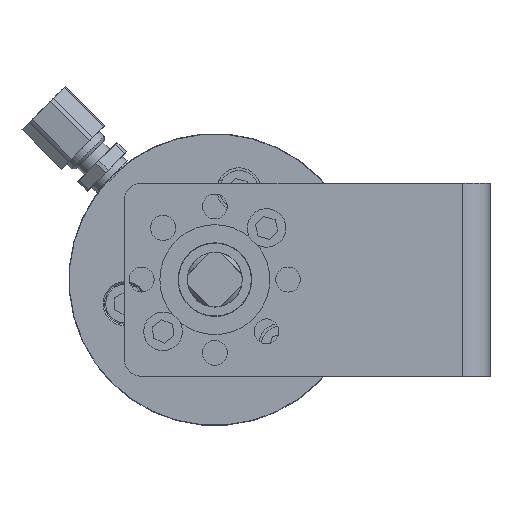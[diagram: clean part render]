
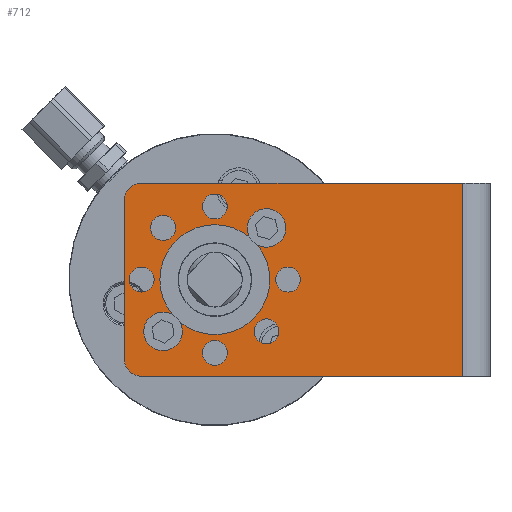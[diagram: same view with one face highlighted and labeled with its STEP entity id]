
A CAD part, left-side view. The second image highlights one B-rep face of the part: STEP entity #712.
In plain terms, the highlighted planar face has unit normal (-1, 0, 0).
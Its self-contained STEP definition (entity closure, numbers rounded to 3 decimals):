
#143=CARTESIAN_POINT('',(0.,58.292,-16.764));
#144=VERTEX_POINT('',#143);
#145=CARTESIAN_POINT('',(0.,60.452,-16.764));
#146=DIRECTION('',(1.0,0.0,0.0));
#147=DIRECTION('',(0.0,-1.0,0.0));
#148=AXIS2_PLACEMENT_3D('',#145,#146,#147);
#149=CIRCLE('',#148,2.16);
#150=EDGE_CURVE('',#144,#144,#149,.T.);
#171=CARTESIAN_POINT('',(0.,47.752,-6.224));
#172=VERTEX_POINT('',#171);
#173=CARTESIAN_POINT('',(0.,47.752,-4.064));
#174=DIRECTION('',(1.0,0.0,0.0));
#175=DIRECTION('',(0.0,0.0,-1.0));
#176=AXIS2_PLACEMENT_3D('',#173,#174,#175);
#177=CIRCLE('',#176,2.16);
#178=EDGE_CURVE('',#172,#172,#177,.T.);
#199=CARTESIAN_POINT('',(0.,40.299,-24.217));
#200=VERTEX_POINT('',#199);
#201=CARTESIAN_POINT('',(0.,38.772,-25.744));
#202=DIRECTION('',(1.0,0.,0.));
#203=DIRECTION('',(0.,0.707,0.707));
#204=AXIS2_PLACEMENT_3D('',#201,#202,#203);
#205=CIRCLE('',#204,2.16);
#206=EDGE_CURVE('',#200,#200,#205,.T.);
#227=CARTESIAN_POINT('',(0.,47.752,-7.227));
#228=VERTEX_POINT('',#227);
#229=CARTESIAN_POINT('',(0.,47.752,-16.764));
#230=DIRECTION('',(1.0,0.0,0.0));
#231=DIRECTION('',(0.0,0.0,1.0));
#232=AXIS2_PLACEMENT_3D('',#229,#230,#231);
#233=CIRCLE('',#232,9.538);
#234=EDGE_CURVE('',#228,#228,#233,.T.);
#255=CARTESIAN_POINT('',(0.,63.5,-3.05));
#256=VERTEX_POINT('',#255);
#257=CARTESIAN_POINT('',(0.,60.45,0.0));
#258=VERTEX_POINT('',#257);
#259=CARTESIAN_POINT('',(0.,60.45,-3.05));
#260=DIRECTION('',(1.0,0.0,0.0));
#261=DIRECTION('',(0.0,0.707,0.707));
#262=AXIS2_PLACEMENT_3D('',#259,#260,#261);
#263=CIRCLE('',#262,3.05);
#264=EDGE_CURVE('',#256,#258,#263,.T.);
#579=CARTESIAN_POINT('',(0.,4.78,-33.528));
#580=VERTEX_POINT('',#579);
#589=CARTESIAN_POINT('',(0.,4.78,0.0));
#590=VERTEX_POINT('',#589);
#598=CARTESIAN_POINT('',(0.,4.78,0.0));
#599=DIRECTION('',(0.0,0.0,-1.0));
#600=VECTOR('',#599,33.528);
#601=LINE('',#598,#600);
#602=EDGE_CURVE('',#590,#580,#601,.T.);
#607=CARTESIAN_POINT('',(0.,63.5,0.0));
#608=DIRECTION('',(-1.0,0.0,0.0));
#609=DIRECTION('',(0.0,0.0,1.0));
#610=AXIS2_PLACEMENT_3D('',#607,#608,#609);
#611=PLANE('',#610);
#612=ORIENTED_EDGE('',*,*,#602,.F.);
#613=CARTESIAN_POINT('',(0.,60.45,0.0));
#614=DIRECTION('',(0.0,-1.0,0.0));
#615=VECTOR('',#614,55.67);
#616=LINE('',#613,#615);
#617=EDGE_CURVE('',#258,#590,#616,.T.);
#618=ORIENTED_EDGE('',*,*,#617,.F.);
#619=ORIENTED_EDGE('',*,*,#264,.F.);
#620=CARTESIAN_POINT('',(0.,63.5,-30.478));
#621=VERTEX_POINT('',#620);
#622=CARTESIAN_POINT('',(0.,63.5,-3.05));
#623=DIRECTION('',(0.0,0.0,-1.0));
#624=VECTOR('',#623,27.428);
#625=LINE('',#622,#624);
#626=EDGE_CURVE('',#256,#621,#625,.T.);
#627=ORIENTED_EDGE('',*,*,#626,.T.);
#628=CARTESIAN_POINT('',(0.,60.45,-33.528));
#629=VERTEX_POINT('',#628);
#630=CARTESIAN_POINT('',(0.,60.45,-30.478));
#631=DIRECTION('',(1.0,0.0,0.0));
#632=DIRECTION('',(0.0,0.707,-0.707));
#633=AXIS2_PLACEMENT_3D('',#630,#631,#632);
#634=CIRCLE('',#633,3.05);
#635=EDGE_CURVE('',#629,#621,#634,.T.);
#636=ORIENTED_EDGE('',*,*,#635,.F.);
#637=CARTESIAN_POINT('',(0.,60.45,-33.528));
#638=DIRECTION('',(0.0,-1.0,0.0));
#639=VECTOR('',#638,55.67);
#640=LINE('',#637,#639);
#641=EDGE_CURVE('',#629,#580,#640,.T.);
#642=ORIENTED_EDGE('',*,*,#641,.T.);
#643=EDGE_LOOP('',(#612,#618,#619,#627,#636,#642));
#644=FACE_OUTER_BOUND('',#643,.T.);
#645=CARTESIAN_POINT('',(0.,55.205,-24.217));
#646=VERTEX_POINT('',#645);
#647=CARTESIAN_POINT('',(0.,56.732,-25.744));
#648=DIRECTION('',(1.0,0.,0.));
#649=DIRECTION('',(0.,-0.707,0.707));
#650=AXIS2_PLACEMENT_3D('',#647,#648,#649);
#651=CIRCLE('',#650,2.16);
#652=EDGE_CURVE('',#646,#646,#651,.T.);
#653=ORIENTED_EDGE('',*,*,#652,.T.);
#654=EDGE_LOOP('',(#653));
#655=FACE_BOUND('',#654,.T.);
#656=ORIENTED_EDGE('',*,*,#150,.T.);
#657=EDGE_LOOP('',(#656));
#658=FACE_BOUND('',#657,.T.);
#659=CARTESIAN_POINT('',(0.,55.205,-9.311));
#660=VERTEX_POINT('',#659);
#661=CARTESIAN_POINT('',(0.,56.732,-7.784));
#662=DIRECTION('',(1.0,0.,0.));
#663=DIRECTION('',(0.,-0.707,-0.707));
#664=AXIS2_PLACEMENT_3D('',#661,#662,#663);
#665=CIRCLE('',#664,2.16);
#666=EDGE_CURVE('',#660,#660,#665,.T.);
#667=ORIENTED_EDGE('',*,*,#666,.T.);
#668=EDGE_LOOP('',(#667));
#669=FACE_BOUND('',#668,.T.);
#670=ORIENTED_EDGE('',*,*,#178,.T.);
#671=EDGE_LOOP('',(#670));
#672=FACE_BOUND('',#671,.T.);
#673=CARTESIAN_POINT('',(0.,40.299,-9.311));
#674=VERTEX_POINT('',#673);
#675=CARTESIAN_POINT('',(0.,38.772,-7.784));
#676=DIRECTION('',(1.0,0.,0.));
#677=DIRECTION('',(0.,0.707,-0.707));
#678=AXIS2_PLACEMENT_3D('',#675,#676,#677);
#679=CIRCLE('',#678,2.16);
#680=EDGE_CURVE('',#674,#674,#679,.T.);
#681=ORIENTED_EDGE('',*,*,#680,.T.);
#682=EDGE_LOOP('',(#681));
#683=FACE_BOUND('',#682,.T.);
#684=CARTESIAN_POINT('',(0.,37.212,-16.764));
#685=VERTEX_POINT('',#684);
#686=CARTESIAN_POINT('',(0.,35.052,-16.764));
#687=DIRECTION('',(1.0,0.0,0.0));
#688=DIRECTION('',(0.0,1.0,0.0));
#689=AXIS2_PLACEMENT_3D('',#686,#687,#688);
#690=CIRCLE('',#689,2.16);
#691=EDGE_CURVE('',#685,#685,#690,.T.);
#692=ORIENTED_EDGE('',*,*,#691,.T.);
#693=EDGE_LOOP('',(#692));
#694=FACE_BOUND('',#693,.T.);
#695=ORIENTED_EDGE('',*,*,#206,.T.);
#696=EDGE_LOOP('',(#695));
#697=FACE_BOUND('',#696,.T.);
#698=CARTESIAN_POINT('',(0.,47.752,-27.304));
#699=VERTEX_POINT('',#698);
#700=CARTESIAN_POINT('',(0.,47.752,-29.464));
#701=DIRECTION('',(1.0,0.0,0.0));
#702=DIRECTION('',(0.0,0.0,1.0));
#703=AXIS2_PLACEMENT_3D('',#700,#701,#702);
#704=CIRCLE('',#703,2.16);
#705=EDGE_CURVE('',#699,#699,#704,.T.);
#706=ORIENTED_EDGE('',*,*,#705,.T.);
#707=EDGE_LOOP('',(#706));
#708=FACE_BOUND('',#707,.T.);
#709=ORIENTED_EDGE('',*,*,#234,.T.);
#710=EDGE_LOOP('',(#709));
#711=FACE_BOUND('',#710,.T.);
#712=ADVANCED_FACE('',(#644,#655,#658,#669,#672,#683,#694,#697,#708,#711),#611,.T.);
